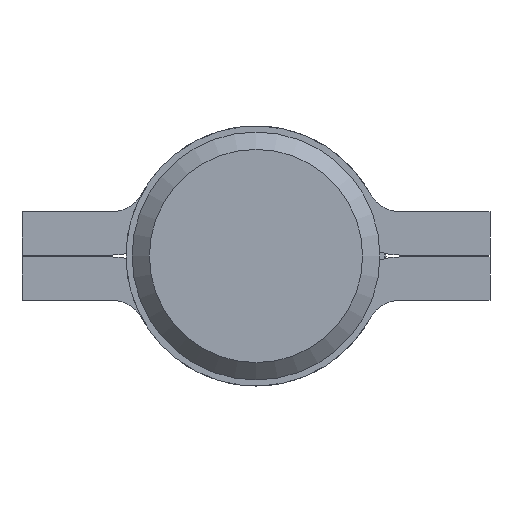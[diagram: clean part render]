
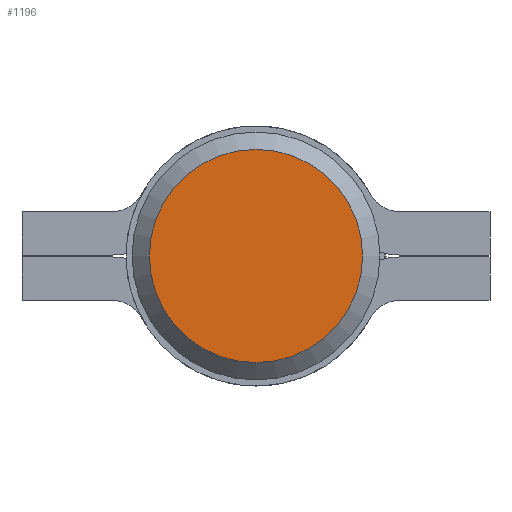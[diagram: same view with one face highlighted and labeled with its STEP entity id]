
A CAD part, front view. The second image highlights one B-rep face of the part: STEP entity #1196.
In plain terms, the highlighted planar face has unit normal (0, -1, 0).
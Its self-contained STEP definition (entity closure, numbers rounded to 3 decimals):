
#1196 = ADVANCED_FACE ( 'NONE', ( #4597 ), #2771, .F. ) ;
#2525 = CARTESIAN_POINT ( 'NONE',  ( 0., -61., 6.15 ) ) ;
#2771 = PLANE ( 'NONE',  #7005 ) ;
#3449 = EDGE_LOOP ( 'NONE', ( #7833 ) ) ;
#4597 = FACE_OUTER_BOUND ( 'NONE', #3449, .T. ) ;
#5537 = DIRECTION ( 'NONE',  ( 0., 0., 1. ) ) ;
#6398 = VERTEX_POINT ( 'NONE', #2525 ) ;
#7005 = AXIS2_PLACEMENT_3D ( 'NONE', #11962, #10103, #5537 ) ;
#7069 = DIRECTION ( 'NONE',  ( 0., -1., 0. ) ) ;
#7385 = EDGE_CURVE ( 'NONE', #6398, #6398, #10829, .T. ) ;
#7833 = ORIENTED_EDGE ( 'NONE', *, *, #7385, .T. ) ;
#8092 = CARTESIAN_POINT ( 'NONE',  ( 0., -61., 0. ) ) ;
#8999 = DIRECTION ( 'NONE',  ( 0., 0., 1. ) ) ;
#10103 = DIRECTION ( 'NONE',  ( 0., 1., 0. ) ) ;
#10463 = AXIS2_PLACEMENT_3D ( 'NONE', #8092, #7069, #8999 ) ;
#10829 = CIRCLE ( 'NONE', #10463, 6.15 ) ;
#11962 = CARTESIAN_POINT ( 'NONE',  ( 0., -61., 0. ) ) ;
